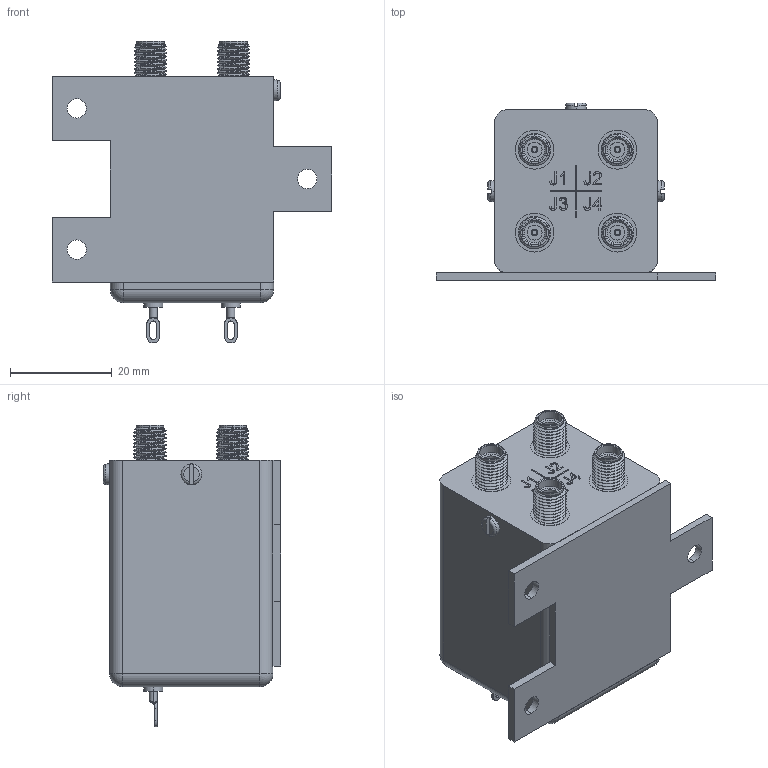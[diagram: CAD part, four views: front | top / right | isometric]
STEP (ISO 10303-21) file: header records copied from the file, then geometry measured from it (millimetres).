
FILE_DESCRIPTION (( 'STEP AP203' ), '1' );
FILE_NAME ('PE71S6432.step', '2020-10-16T22:31:07', ( '' ), ( '' ), 'SwSTEP 2.0', 'SolidWorks 2018', '' );
FILE_SCHEMA (( 'CONFIG_CONTROL_DESIGN' ));
Length unit declared in the file: inch
Products named in the file (1): PE71S6432
Bounding box: 54.86 x 34.8 x 59.18 mm (x, y, z)
Volume: 48333.2 mm3; surface area: 12463.8 mm2
Topology: 2 solids, 2 shells, 731 faces, 1957 edges, 1284 vertices
Faces by surface type: plane 381, cylinder 170, bspline 130, cone 40, torus 6, sphere 4
Entity records: 32684 total; most frequent: CARTESIAN_POINT 15567, ORIENTED_EDGE 3898, DIRECTION 2973, EDGE_CURVE 1949, VERTEX_POINT 1284, LINE 1193, VECTOR 1193, AXIS2_PLACEMENT_3D 890
